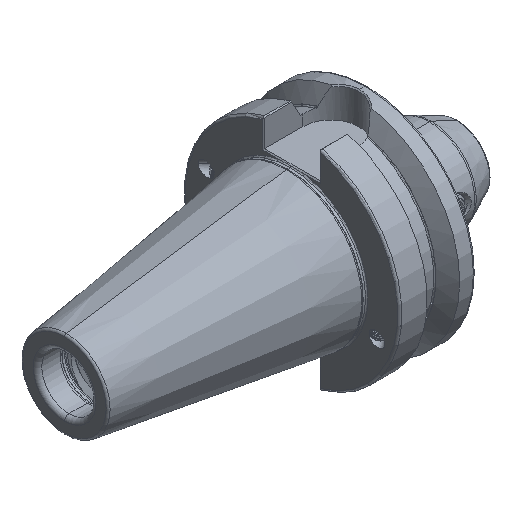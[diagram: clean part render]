
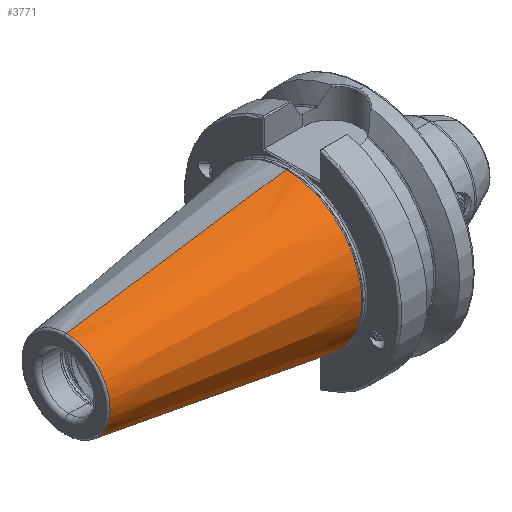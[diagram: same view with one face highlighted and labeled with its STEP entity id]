
A CAD part, isometric view. The second image highlights one B-rep face of the part: STEP entity #3771.
In plain terms, the highlighted conical face has half-angle 8.297 degrees and reference radius 34.998 mm.
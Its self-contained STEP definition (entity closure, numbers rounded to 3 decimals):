
#955 = AXIS2_PLACEMENT_3D ( 'NONE', #11885, #11869, #11832 ) ;
#1068 = AXIS2_PLACEMENT_3D ( 'NONE', #3027, #2997, #2998 ) ;
#1071 = AXIS2_PLACEMENT_3D ( 'NONE', #3048, #3071, #3067 ) ;
#2997 = DIRECTION ( 'NONE',  ( 1., 0., 0. ) ) ;
#2998 = DIRECTION ( 'NONE',  ( 0., 0., -1. ) ) ;
#3027 = CARTESIAN_POINT ( 'NONE',  ( -2.5, 0., 0. ) ) ;
#3048 = CARTESIAN_POINT ( 'NONE',  ( -103.944, 0., 0. ) ) ;
#3067 = DIRECTION ( 'NONE',  ( 0., 0., -1. ) ) ;
#3071 = DIRECTION ( 'NONE',  ( 1., 0., 0. ) ) ;
#3771 = ADVANCED_FACE ( 'NONE', ( #6120 ), #6094, .T. ) ;
#6094 = CONICAL_SURFACE ( 'NONE', #955, 34.998, 0.145 ) ;
#6120 = FACE_OUTER_BOUND ( 'NONE', #7896, .T. ) ;
#6324 = CIRCLE ( 'NONE', #1071, 20.204 ) ;
#6334 = CIRCLE ( 'NONE', #1068, 34.998 ) ;
#6614 = LINE ( 'NONE', #16179, #6619 ) ;
#6619 = VECTOR ( 'NONE', #16180, 1000. ) ;
#6720 = LINE ( 'NONE', #16584, #6723 ) ;
#6723 = VECTOR ( 'NONE', #16547, 1000. ) ;
#7896 = EDGE_LOOP ( 'NONE', ( #8213, #8265, #8288, #8177 ) ) ;
#8177 = ORIENTED_EDGE ( 'NONE', *, *, #13594, .F. ) ;
#8213 = ORIENTED_EDGE ( 'NONE', *, *, #13890, .F. ) ;
#8265 = ORIENTED_EDGE ( 'NONE', *, *, #13601, .T. ) ;
#8288 = ORIENTED_EDGE ( 'NONE', *, *, #13970, .T. ) ;
#8323 = VERTEX_POINT ( 'NONE', #15417 ) ;
#8356 = VERTEX_POINT ( 'NONE', #15449 ) ;
#8370 = VERTEX_POINT ( 'NONE', #15444 ) ;
#8378 = VERTEX_POINT ( 'NONE', #15423 ) ;
#11832 = DIRECTION ( 'NONE',  ( 0., 0., -1. ) ) ;
#11869 = DIRECTION ( 'NONE',  ( 1., 0., 0. ) ) ;
#11885 = CARTESIAN_POINT ( 'NONE',  ( -2.5, 0., 0. ) ) ;
#13594 = EDGE_CURVE ( 'NONE', #8323, #8356, #6334, .T. ) ;
#13601 = EDGE_CURVE ( 'NONE', #8378, #8370, #6324, .T. ) ;
#13890 = EDGE_CURVE ( 'NONE', #8378, #8323, #6614, .T. ) ;
#13970 = EDGE_CURVE ( 'NONE', #8370, #8356, #6720, .T. ) ;
#15417 = CARTESIAN_POINT ( 'NONE',  ( -2.5, 0., 34.998 ) ) ;
#15423 = CARTESIAN_POINT ( 'NONE',  ( -103.944, 0., 20.204 ) ) ;
#15444 = CARTESIAN_POINT ( 'NONE',  ( -103.944, 0., -20.204 ) ) ;
#15449 = CARTESIAN_POINT ( 'NONE',  ( -2.5, 0., -34.998 ) ) ;
#16179 = CARTESIAN_POINT ( 'NONE',  ( -2.5, 0., 34.998 ) ) ;
#16180 = DIRECTION ( 'NONE',  ( 0.99, 0., 0.144 ) ) ;
#16547 = DIRECTION ( 'NONE',  ( 0.99, 0., -0.144 ) ) ;
#16584 = CARTESIAN_POINT ( 'NONE',  ( -2.5, 0., -34.998 ) ) ;
